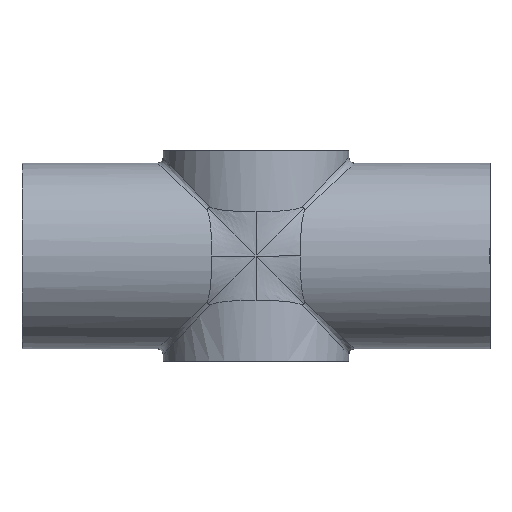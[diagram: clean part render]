
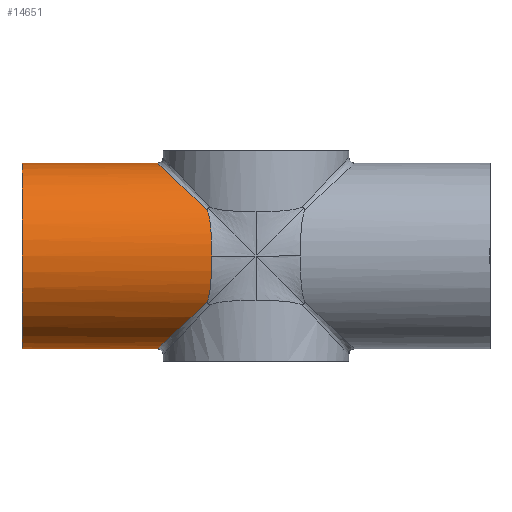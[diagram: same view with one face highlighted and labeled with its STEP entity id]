
A CAD part, front view. The second image highlights one B-rep face of the part: STEP entity #14651.
In plain terms, the highlighted cylindrical face has radius 31.75 mm (diameter 63.5 mm), a full revolution.
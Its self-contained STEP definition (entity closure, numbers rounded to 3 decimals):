
#2770=CARTESIAN_POINT('',(-15.129,-31.75,0.));
#2771=VERTEX_POINT('',#2770);
#2791=CARTESIAN_POINT('',(-16.905,-27.48,-15.903));
#2792=VERTEX_POINT('',#2791);
#2793=CARTESIAN_POINT('',(-15.129,-31.75,0.));
#2794=CARTESIAN_POINT('',(-15.129,-31.75,-1.751));
#2795=CARTESIAN_POINT('',(-15.159,-31.601,-3.502));
#2796=CARTESIAN_POINT('',(-15.221,-31.329,-5.155));
#2797=CARTESIAN_POINT('',(-15.288,-31.031,-6.964));
#2798=CARTESIAN_POINT('',(-15.392,-30.587,-8.655));
#2799=CARTESIAN_POINT('',(-15.533,-30.092,-10.126));
#2800=CARTESIAN_POINT('',(-15.705,-29.488,-11.92));
#2801=CARTESIAN_POINT('',(-15.931,-28.813,-13.387));
#2802=CARTESIAN_POINT('',(-16.212,-28.291,-14.411));
#2803=CARTESIAN_POINT('',(-16.415,-27.915,-15.149));
#2804=CARTESIAN_POINT('',(-16.645,-27.621,-15.659));
#2805=CARTESIAN_POINT('',(-16.905,-27.48,-15.903));
#2806=B_SPLINE_CURVE_WITH_KNOTS('',3,(#2793,#2794,#2795,#2796,#2797,#2798,#2799,#2800,#2801,#2802,#2803,#2804,#2805),.UNSPECIFIED.,.F.,.U.,(4,3,3,3,4),(0.5,0.614,0.739,0.891,1.0),.UNSPECIFIED.);
#2807=EDGE_CURVE('',#2771,#2792,#2806,.T.);
#5521=CARTESIAN_POINT('',(-15.129,31.75,0.));
#5522=VERTEX_POINT('',#5521);
#5542=CARTESIAN_POINT('',(-16.905,27.48,15.903));
#5543=VERTEX_POINT('',#5542);
#5544=CARTESIAN_POINT('',(-15.129,31.75,0.));
#5545=CARTESIAN_POINT('',(-15.129,31.75,1.751));
#5546=CARTESIAN_POINT('',(-15.159,31.601,3.502));
#5547=CARTESIAN_POINT('',(-15.221,31.329,5.155));
#5548=CARTESIAN_POINT('',(-15.288,31.031,6.964));
#5549=CARTESIAN_POINT('',(-15.392,30.587,8.655));
#5550=CARTESIAN_POINT('',(-15.533,30.092,10.126));
#5551=CARTESIAN_POINT('',(-15.705,29.488,11.92));
#5552=CARTESIAN_POINT('',(-15.931,28.813,13.387));
#5553=CARTESIAN_POINT('',(-16.212,28.291,14.411));
#5554=CARTESIAN_POINT('',(-16.415,27.915,15.149));
#5555=CARTESIAN_POINT('',(-16.645,27.621,15.659));
#5556=CARTESIAN_POINT('',(-16.905,27.48,15.903));
#5557=B_SPLINE_CURVE_WITH_KNOTS('',3,(#5544,#5545,#5546,#5547,#5548,#5549,#5550,#5551,#5552,#5553,#5554,#5555,#5556),.UNSPECIFIED.,.F.,.U.,(4,3,3,3,4),(0.5,0.614,0.739,0.891,1.0),.UNSPECIFIED.);
#5558=EDGE_CURVE('',#5522,#5543,#5557,.T.);
#13657=CARTESIAN_POINT('',(-16.905,27.48,-15.903));
#13658=VERTEX_POINT('',#13657);
#13666=CARTESIAN_POINT('',(-16.905,27.48,-15.903));
#13667=CARTESIAN_POINT('',(-16.581,27.656,-15.598));
#13668=CARTESIAN_POINT('',(-16.301,28.073,-14.879));
#13669=CARTESIAN_POINT('',(-16.066,28.585,-13.819));
#13670=CARTESIAN_POINT('',(-15.831,29.097,-12.76));
#13671=CARTESIAN_POINT('',(-15.641,29.7,-11.359));
#13672=CARTESIAN_POINT('',(-15.494,30.231,-9.704));
#13673=CARTESIAN_POINT('',(-15.369,30.684,-8.291));
#13674=CARTESIAN_POINT('',(-15.276,31.084,-6.694));
#13675=CARTESIAN_POINT('',(-15.215,31.354,-4.997));
#13676=CARTESIAN_POINT('',(-15.157,31.61,-3.39));
#13677=CARTESIAN_POINT('',(-15.129,31.75,-1.696));
#13678=CARTESIAN_POINT('',(-15.129,31.75,0.));
#13679=B_SPLINE_CURVE_WITH_KNOTS('',3,(#13666,#13667,#13668,#13669,#13670,#13671,#13672,#13673,#13674,#13675,#13676,#13677,#13678),.UNSPECIFIED.,.F.,.U.,(4,3,3,3,4),(0.0,0.137,0.273,0.39,0.5),.UNSPECIFIED.);
#13680=EDGE_CURVE('',#13658,#5522,#13679,.T.);
#14024=CARTESIAN_POINT('',(-16.905,-27.48,15.903));
#14025=VERTEX_POINT('',#14024);
#14033=CARTESIAN_POINT('',(-16.905,-27.48,15.903));
#14034=CARTESIAN_POINT('',(-16.581,-27.656,15.598));
#14035=CARTESIAN_POINT('',(-16.301,-28.073,14.879));
#14036=CARTESIAN_POINT('',(-16.066,-28.585,13.819));
#14037=CARTESIAN_POINT('',(-15.831,-29.097,12.76));
#14038=CARTESIAN_POINT('',(-15.641,-29.7,11.359));
#14039=CARTESIAN_POINT('',(-15.494,-30.231,9.704));
#14040=CARTESIAN_POINT('',(-15.369,-30.684,8.291));
#14041=CARTESIAN_POINT('',(-15.276,-31.084,6.694));
#14042=CARTESIAN_POINT('',(-15.215,-31.354,4.997));
#14043=CARTESIAN_POINT('',(-15.157,-31.61,3.39));
#14044=CARTESIAN_POINT('',(-15.129,-31.75,1.696));
#14045=CARTESIAN_POINT('',(-15.129,-31.75,0.));
#14046=B_SPLINE_CURVE_WITH_KNOTS('',3,(#14033,#14034,#14035,#14036,#14037,#14038,#14039,#14040,#14041,#14042,#14043,#14044,#14045),.UNSPECIFIED.,.F.,.U.,(4,3,3,3,4),(0.0,0.137,0.273,0.39,0.5),.UNSPECIFIED.);
#14047=EDGE_CURVE('',#14025,#2771,#14046,.T.);
#14166=CARTESIAN_POINT('',(0.0,0.0,0.0));
#14167=DIRECTION('',(0.685,0.0,0.728));
#14168=DIRECTION('',(-0.728,0.0,0.685));
#14169=AXIS2_PLACEMENT_3D('',#14166,#14167,#14168);
#14170=ELLIPSE('',#14169,46.337,31.75);
#14171=EDGE_CURVE('',#5543,#14025,#14170,.T.);
#14298=CARTESIAN_POINT('',(0.0,0.0,0.0));
#14299=DIRECTION('',(0.685,0.0,-0.728));
#14300=DIRECTION('',(-0.728,0.0,-0.685));
#14301=AXIS2_PLACEMENT_3D('',#14298,#14299,#14300);
#14302=ELLIPSE('',#14301,46.337,31.75);
#14303=EDGE_CURVE('',#2792,#13658,#14302,.T.);
#14627=CARTESIAN_POINT('',(0.0,0.0,0.0));
#14628=DIRECTION('',(-1.0,0.0,0.0));
#14629=DIRECTION('',(0.0,-1.0,0.0));
#14630=AXIS2_PLACEMENT_3D('',#14627,#14628,#14629);
#14631=CYLINDRICAL_SURFACE('',#14630,31.75);
#14632=CARTESIAN_POINT('',(-80.,-31.75,0.0));
#14633=VERTEX_POINT('',#14632);
#14634=CARTESIAN_POINT('',(-80.,0.0,0.0));
#14635=DIRECTION('',(-1.0,0.0,0.0));
#14636=DIRECTION('',(0.0,-1.0,0.0));
#14637=AXIS2_PLACEMENT_3D('',#14634,#14635,#14636);
#14638=CIRCLE('',#14637,31.75);
#14639=EDGE_CURVE('',#14633,#14633,#14638,.T.);
#14640=ORIENTED_EDGE('',*,*,#14639,.F.);
#14641=EDGE_LOOP('',(#14640));
#14642=FACE_OUTER_BOUND('',#14641,.T.);
#14643=ORIENTED_EDGE('',*,*,#14047,.F.);
#14644=ORIENTED_EDGE('',*,*,#14171,.F.);
#14645=ORIENTED_EDGE('',*,*,#5558,.F.);
#14646=ORIENTED_EDGE('',*,*,#13680,.F.);
#14647=ORIENTED_EDGE('',*,*,#14303,.F.);
#14648=ORIENTED_EDGE('',*,*,#2807,.F.);
#14649=EDGE_LOOP('',(#14643,#14644,#14645,#14646,#14647,#14648));
#14650=FACE_BOUND('',#14649,.T.);
#14651=ADVANCED_FACE('',(#14642,#14650),#14631,.T.);
